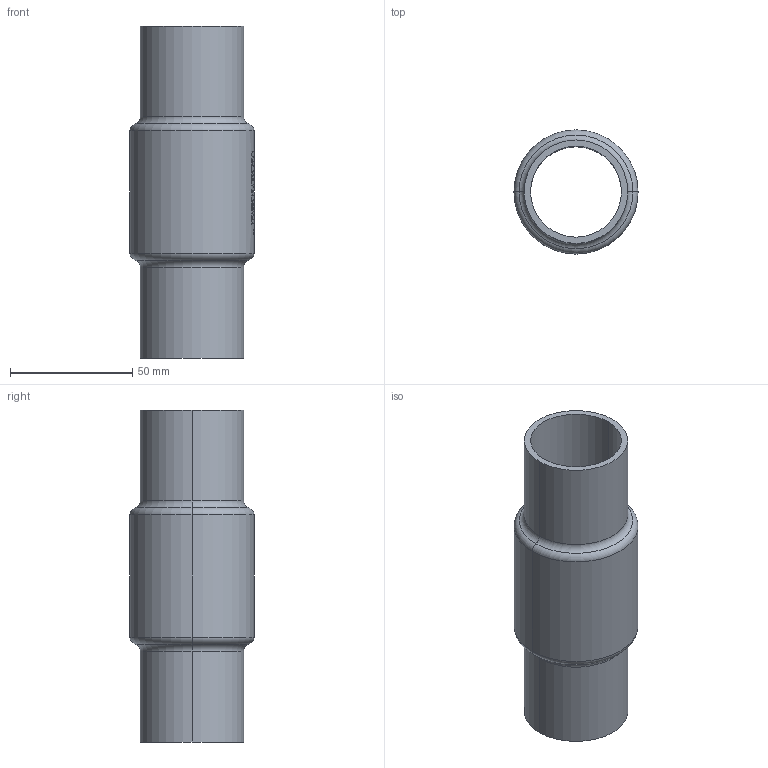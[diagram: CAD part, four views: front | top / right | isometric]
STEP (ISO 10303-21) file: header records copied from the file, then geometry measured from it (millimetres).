
FILE_DESCRIPTION (( 'STEP AP214' ), '1' );
FILE_NAME ('7110000_DN032_ PN40_51420184.STEP', '2022-02-25T11:14:07', ( 'axxx' ), ( 'Hewlett-Packard Company' ), 'SwSTEP 2.0', 'SolidWorks 2019', '' );
FILE_SCHEMA (( 'AUTOMOTIVE_DESIGN' ));
Length unit declared in the file: millimetre
Products named in the file (1): 7110000_DN032_ PN40_51420184
Bounding box: 50.8 x 50.8 x 136 mm (x, y, z)
Volume: 78133.9 mm3; surface area: 38792.2 mm2
Topology: 1 solids, 1 shells, 507 faces, 1311 edges, 870 vertices
Faces by surface type: plane 253, bspline 216, cylinder 30, torus 8
Entity records: 27228 total; most frequent: CARTESIAN_POINT 16310, ORIENTED_EDGE 2622, DIRECTION 1519, EDGE_CURVE 1311, VERTEX_POINT 870, LINE 739, VECTOR 739, EDGE_LOOP 573
